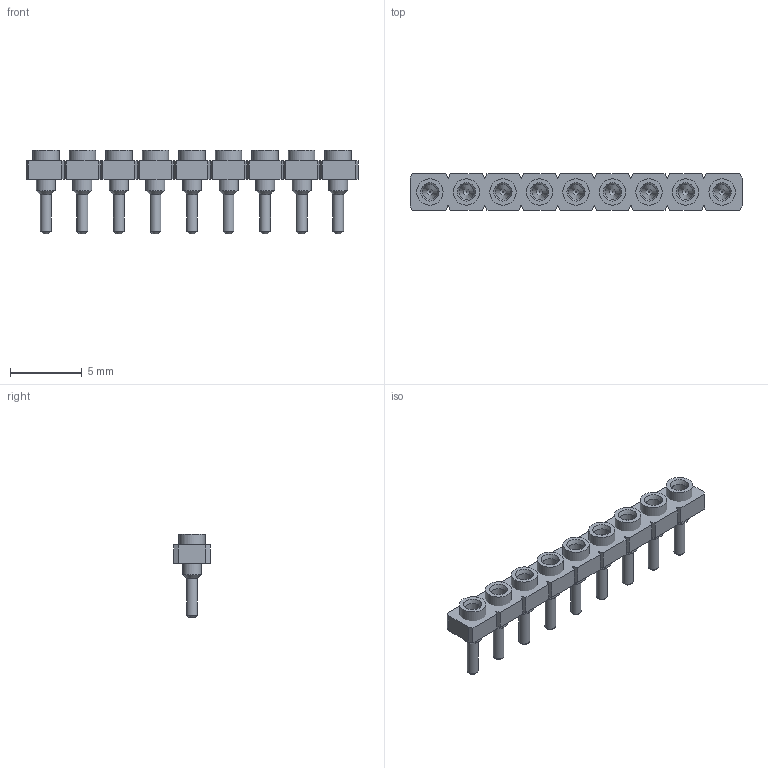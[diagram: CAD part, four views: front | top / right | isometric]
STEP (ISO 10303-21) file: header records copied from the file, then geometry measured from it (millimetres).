
FILE_DESCRIPTION(('STEP AP214'), '1');
FILE_NAME('SL-105-TT-10', '2017-07-15T12:46:22', ('Nobody'), (''), 'ASCON STEP Converter 1.3', 'ASCON Math Kernel', '');
FILE_SCHEMA(('AUTOMOTIVE_DESIGN { 1 0 10303 214 3 1 1}'));
Length unit declared in the file: millimetre
Assembly tree (9 placements, depth 2):
  (unnamed)
    (unnamed)  x9
Bounding box: 23.09 x 2.54 x 5.84 mm (x, y, z)
Volume: 96.2 mm3; surface area: 544.8 mm2
Topology: 10 solids, 10 shells, 263 faces, 540 edges, 333 vertices
Faces by surface type: plane 112, cylinder 88, cone 63
Full cylindrical faces by diameter (mm): 0.55 x9, 0.76 x9, 1.05 x18, 1.32 x27, 1.83 x9
Entity records: 4254 total; most frequent: DIRECTION 548, CARTESIAN_POINT 547, ORIENTED_EDGE 506, EDGE_CURVE 253, LINE 184, VECTOR 184, AXIS2_PLACEMENT_3D 182, VERTEX_POINT 181
